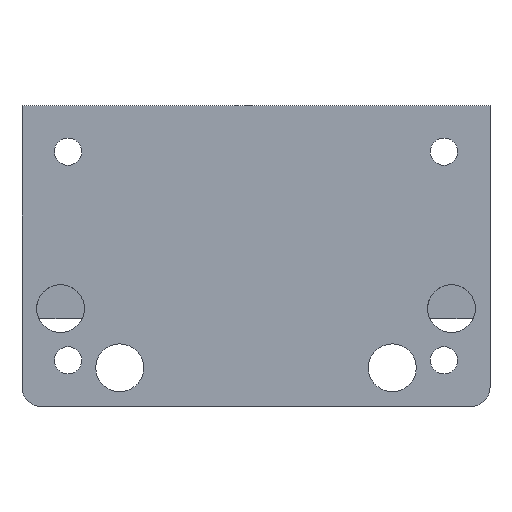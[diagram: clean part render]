
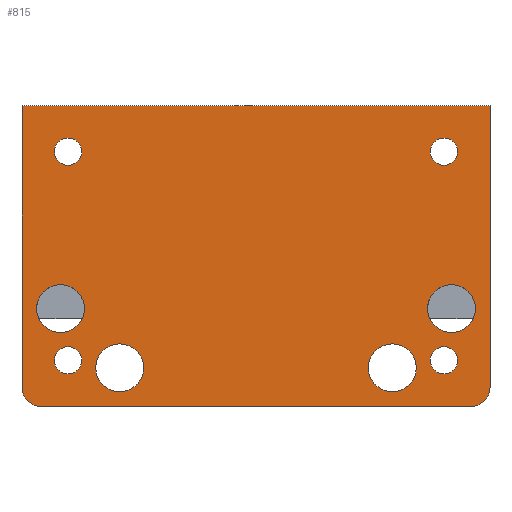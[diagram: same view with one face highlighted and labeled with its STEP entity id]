
A CAD part, front view. The second image highlights one B-rep face of the part: STEP entity #815.
In plain terms, the highlighted planar face has unit normal (0, -1, 0).
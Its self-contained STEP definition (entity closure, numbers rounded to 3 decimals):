
#27=FACE_BOUND('',#144,.T.);
#28=FACE_BOUND('',#145,.T.);
#29=FACE_BOUND('',#146,.T.);
#30=FACE_BOUND('',#147,.T.);
#31=FACE_BOUND('',#148,.T.);
#32=FACE_BOUND('',#149,.T.);
#33=FACE_BOUND('',#150,.T.);
#34=FACE_BOUND('',#151,.T.);
#54=PLANE('',#904);
#88=FACE_OUTER_BOUND('',#143,.T.);
#143=EDGE_LOOP('',(#665,#666,#667,#668,#669,#670));
#144=EDGE_LOOP('',(#671));
#145=EDGE_LOOP('',(#672));
#146=EDGE_LOOP('',(#673));
#147=EDGE_LOOP('',(#674));
#148=EDGE_LOOP('',(#675));
#149=EDGE_LOOP('',(#676));
#150=EDGE_LOOP('',(#677));
#151=EDGE_LOOP('',(#678));
#219=LINE('',#1333,#288);
#224=LINE('',#1341,#293);
#225=LINE('',#1345,#294);
#226=LINE('',#1346,#295);
#288=VECTOR('',#1086,10.);
#293=VECTOR('',#1093,10.);
#294=VECTOR('',#1096,10.);
#295=VECTOR('',#1097,10.);
#338=CIRCLE('',#901,2.);
#340=CIRCLE('',#905,2.);
#341=CIRCLE('',#906,1.45);
#342=CIRCLE('',#907,1.45);
#343=CIRCLE('',#908,2.55);
#344=CIRCLE('',#909,2.55);
#345=CIRCLE('',#910,1.45);
#346=CIRCLE('',#911,1.45);
#347=CIRCLE('',#912,2.55);
#348=CIRCLE('',#913,2.55);
#406=VERTEX_POINT('',#1323);
#407=VERTEX_POINT('',#1324);
#410=VERTEX_POINT('',#1332);
#412=VERTEX_POINT('',#1340);
#413=VERTEX_POINT('',#1342);
#414=VERTEX_POINT('',#1344);
#415=VERTEX_POINT('',#1347);
#416=VERTEX_POINT('',#1349);
#417=VERTEX_POINT('',#1351);
#418=VERTEX_POINT('',#1353);
#419=VERTEX_POINT('',#1355);
#420=VERTEX_POINT('',#1357);
#421=VERTEX_POINT('',#1359);
#422=VERTEX_POINT('',#1361);
#497=EDGE_CURVE('',#406,#407,#338,.T.);
#501=EDGE_CURVE('',#410,#407,#219,.T.);
#506=EDGE_CURVE('',#406,#412,#224,.T.);
#507=EDGE_CURVE('',#413,#412,#340,.T.);
#508=EDGE_CURVE('',#413,#414,#225,.T.);
#509=EDGE_CURVE('',#410,#414,#226,.T.);
#510=EDGE_CURVE('',#415,#415,#341,.T.);
#511=EDGE_CURVE('',#416,#416,#342,.T.);
#512=EDGE_CURVE('',#417,#417,#343,.T.);
#513=EDGE_CURVE('',#418,#418,#344,.T.);
#514=EDGE_CURVE('',#419,#419,#345,.T.);
#515=EDGE_CURVE('',#420,#420,#346,.T.);
#516=EDGE_CURVE('',#421,#421,#347,.T.);
#517=EDGE_CURVE('',#422,#422,#348,.T.);
#665=ORIENTED_EDGE('',*,*,#497,.F.);
#666=ORIENTED_EDGE('',*,*,#506,.T.);
#667=ORIENTED_EDGE('',*,*,#507,.F.);
#668=ORIENTED_EDGE('',*,*,#508,.T.);
#669=ORIENTED_EDGE('',*,*,#509,.F.);
#670=ORIENTED_EDGE('',*,*,#501,.T.);
#671=ORIENTED_EDGE('',*,*,#510,.T.);
#672=ORIENTED_EDGE('',*,*,#511,.T.);
#673=ORIENTED_EDGE('',*,*,#512,.T.);
#674=ORIENTED_EDGE('',*,*,#513,.T.);
#675=ORIENTED_EDGE('',*,*,#514,.T.);
#676=ORIENTED_EDGE('',*,*,#515,.T.);
#677=ORIENTED_EDGE('',*,*,#516,.T.);
#678=ORIENTED_EDGE('',*,*,#517,.T.);
#815=ADVANCED_FACE('',(#88,#27,#28,#29,#30,#31,#32,#33,#34),#54,.T.);
#901=AXIS2_PLACEMENT_3D('',#1325,#1078,#1079);
#904=AXIS2_PLACEMENT_3D('',#1339,#1091,#1092);
#905=AXIS2_PLACEMENT_3D('',#1343,#1094,#1095);
#906=AXIS2_PLACEMENT_3D('',#1348,#1098,#1099);
#907=AXIS2_PLACEMENT_3D('',#1350,#1100,#1101);
#908=AXIS2_PLACEMENT_3D('',#1352,#1102,#1103);
#909=AXIS2_PLACEMENT_3D('',#1354,#1104,#1105);
#910=AXIS2_PLACEMENT_3D('',#1356,#1106,#1107);
#911=AXIS2_PLACEMENT_3D('',#1358,#1108,#1109);
#912=AXIS2_PLACEMENT_3D('',#1360,#1110,#1111);
#913=AXIS2_PLACEMENT_3D('',#1362,#1112,#1113);
#1078=DIRECTION('center_axis',(0.,1.,0.));
#1079=DIRECTION('ref_axis',(-0.707,0.,-0.707));
#1086=DIRECTION('',(0.,0.,-1.));
#1091=DIRECTION('center_axis',(0.,-1.,0.));
#1092=DIRECTION('ref_axis',(1.,0.,0.));
#1093=DIRECTION('',(1.,0.,0.));
#1094=DIRECTION('center_axis',(0.,1.,0.));
#1095=DIRECTION('ref_axis',(0.707,0.,-0.707));
#1096=DIRECTION('',(0.,0.,1.));
#1097=DIRECTION('',(1.,0.,0.));
#1098=DIRECTION('center_axis',(0.,1.,0.));
#1099=DIRECTION('ref_axis',(-1.,0.,0.));
#1100=DIRECTION('center_axis',(0.,1.,0.));
#1101=DIRECTION('ref_axis',(-1.,0.,0.));
#1102=DIRECTION('center_axis',(0.,1.,0.));
#1103=DIRECTION('ref_axis',(-1.,0.,0.));
#1104=DIRECTION('center_axis',(0.,1.,0.));
#1105=DIRECTION('ref_axis',(-1.,0.,0.));
#1106=DIRECTION('center_axis',(0.,1.,0.));
#1107=DIRECTION('ref_axis',(-1.,0.,0.));
#1108=DIRECTION('center_axis',(0.,1.,0.));
#1109=DIRECTION('ref_axis',(-1.,0.,0.));
#1110=DIRECTION('center_axis',(0.,1.,0.));
#1111=DIRECTION('ref_axis',(-1.,0.,0.));
#1112=DIRECTION('center_axis',(0.,1.,0.));
#1113=DIRECTION('ref_axis',(-1.,0.,0.));
#1323=CARTESIAN_POINT('',(2.,0.,-14.3));
#1324=CARTESIAN_POINT('',(0.,0.,-12.3));
#1325=CARTESIAN_POINT('Origin',(2.,0.,-12.3));
#1332=CARTESIAN_POINT('',(0.,0.,17.7));
#1333=CARTESIAN_POINT('',(0.,0.,0.));
#1339=CARTESIAN_POINT('Origin',(0.,0.,0.));
#1340=CARTESIAN_POINT('',(47.8,0.,-14.3));
#1341=CARTESIAN_POINT('',(24.9,0.,-14.3));
#1342=CARTESIAN_POINT('',(49.8,0.,-12.3));
#1343=CARTESIAN_POINT('Origin',(47.8,0.,-12.3));
#1344=CARTESIAN_POINT('',(49.8,0.,17.7));
#1345=CARTESIAN_POINT('',(49.8,0.,0.));
#1346=CARTESIAN_POINT('',(0.,0.,17.7));
#1347=CARTESIAN_POINT('',(46.35,0.,12.8));
#1348=CARTESIAN_POINT('Origin',(44.9,0.,12.8));
#1349=CARTESIAN_POINT('',(6.35,0.,12.8));
#1350=CARTESIAN_POINT('Origin',(4.9,0.,12.8));
#1351=CARTESIAN_POINT('',(6.65,0.,-3.9));
#1352=CARTESIAN_POINT('Origin',(4.1,0.,
-3.9));
#1353=CARTESIAN_POINT('',(48.25,0.,-3.9));
#1354=CARTESIAN_POINT('Origin',(45.7,0.,-3.9));
#1355=CARTESIAN_POINT('',(46.35,0.,-9.4));
#1356=CARTESIAN_POINT('Origin',(44.9,0.,-9.4));
#1357=CARTESIAN_POINT('',(6.35,0.,-9.4));
#1358=CARTESIAN_POINT('Origin',(4.9,0.,-9.4));
#1359=CARTESIAN_POINT('',(41.95,0.,-10.2));
#1360=CARTESIAN_POINT('Origin',(39.4,0.,-10.2));
#1361=CARTESIAN_POINT('',(12.95,0.,-10.2));
#1362=CARTESIAN_POINT('Origin',(10.4,0.,-10.2));
